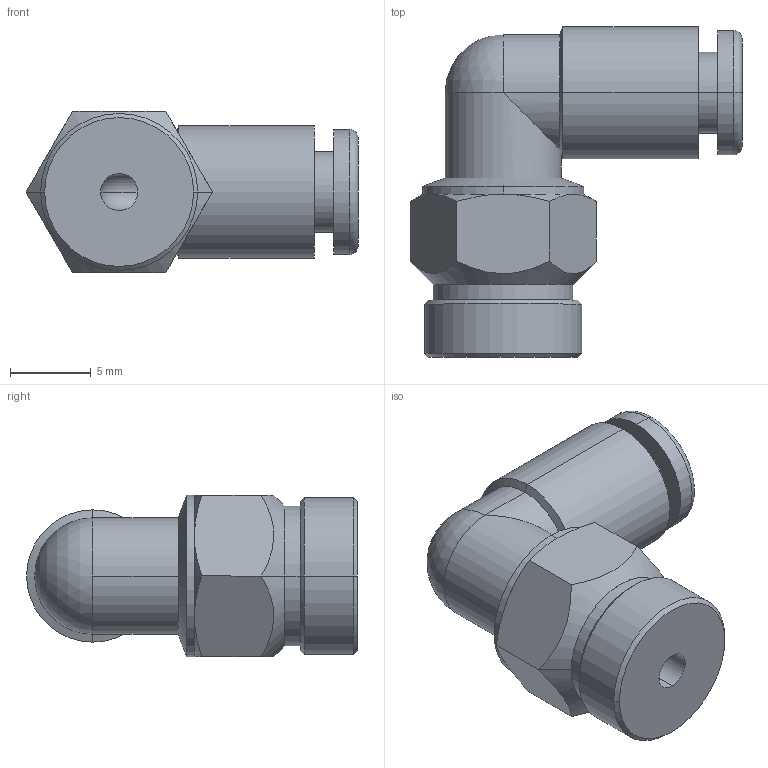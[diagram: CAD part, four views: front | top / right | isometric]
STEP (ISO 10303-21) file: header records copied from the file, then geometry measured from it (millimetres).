
FILE_DESCRIPTION (( 'STEP AP214' ), '1' );
FILE_NAME ('KQ2L04-U01A.step.step', '2016-03-10T16:42:45', ( 'Windows User' ), ( '' ), 'SwSTEP 2.0', 'SolidWorks 2016', '' );
FILE_SCHEMA (( 'AUTOMOTIVE_DESIGN' ));
Length unit declared in the file: millimetre
Products named in the file (2): KQ2L04-U01A.step_KQ2L_04-01; KQ2L04-U01A.step
Assembly tree (1 placements, depth 2):
  KQ2L04-U01A.step
    KQ2L04-U01A.step_KQ2L_04-01
Bounding box: 20.57 x 20.5 x 10 mm (x, y, z)
Volume: 1506.2 mm3; surface area: 1330.2 mm2
Topology: 1 solids, 1 shells, 57 faces, 126 edges, 75 vertices
Faces by surface type: cylinder 21, cone 16, plane 13, torus 6, sphere 1
Entity records: 2025 total; most frequent: CARTESIAN_POINT 407, DIRECTION 290, ORIENTED_EDGE 248, AXIS2_PLACEMENT_3D 127, EDGE_CURVE 124, VERTEX_POINT 74, CIRCLE 66, EDGE_LOOP 64
